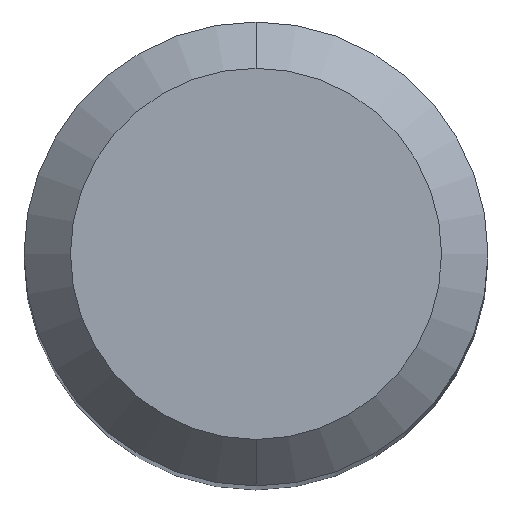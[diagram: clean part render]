
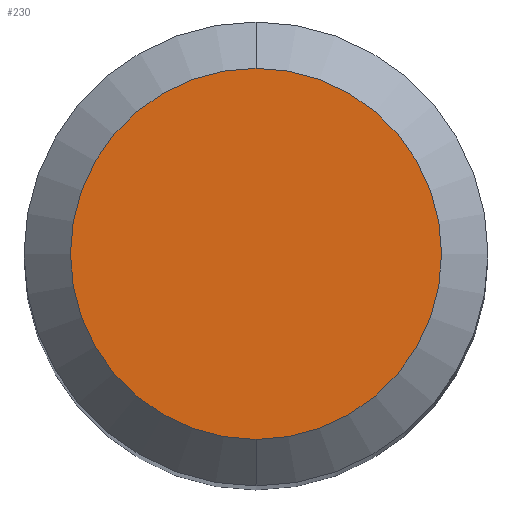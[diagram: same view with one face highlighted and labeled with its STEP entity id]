
A CAD part, top view. The second image highlights one B-rep face of the part: STEP entity #230.
In plain terms, the highlighted planar face has unit normal (0, 0, 1).
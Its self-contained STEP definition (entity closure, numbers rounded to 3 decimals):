
#48 = FACE_OUTER_BOUND ( 'NONE', #240, .T. ) ;
#85 = DIRECTION ( 'NONE',  ( 0., 1., 0. ) ) ;
#97 = AXIS2_PLACEMENT_3D ( 'NONE', #540, #268, #539 ) ;
#122 = EDGE_CURVE ( 'NONE', #335, #338, #166, .T. ) ;
#166 = CIRCLE ( 'NONE', #449, 3.2 ) ;
#180 = ORIENTED_EDGE ( 'NONE', *, *, #122, .F. ) ;
#195 = PLANE ( 'NONE',  #97 ) ;
#196 = DIRECTION ( 'NONE',  ( 0., 0., -1. ) ) ;
#230 = ADVANCED_FACE ( 'NONE', ( #48 ), #195, .T. ) ;
#240 = EDGE_LOOP ( 'NONE', ( #333, #180 ) ) ;
#268 = DIRECTION ( 'NONE',  ( 0., 0., 1. ) ) ;
#304 = AXIS2_PLACEMENT_3D ( 'NONE', #575, #196, #85 ) ;
#333 = ORIENTED_EDGE ( 'NONE', *, *, #534, .F. ) ;
#335 = VERTEX_POINT ( 'NONE', #515 ) ;
#338 = VERTEX_POINT ( 'NONE', #407 ) ;
#347 = DIRECTION ( 'NONE',  ( 0., 1., 0. ) ) ;
#407 = CARTESIAN_POINT ( 'NONE',  ( 0., 3.2, 64. ) ) ;
#411 = CIRCLE ( 'NONE', #304, 3.2 ) ;
#449 = AXIS2_PLACEMENT_3D ( 'NONE', #559, #522, #347 ) ;
#515 = CARTESIAN_POINT ( 'NONE',  ( 0., -3.2, 64. ) ) ;
#522 = DIRECTION ( 'NONE',  ( 0., 0., -1. ) ) ;
#534 = EDGE_CURVE ( 'NONE', #338, #335, #411, .T. ) ;
#539 = DIRECTION ( 'NONE',  ( 0., -1., 0. ) ) ;
#540 = CARTESIAN_POINT ( 'NONE',  ( 0., 0., 64. ) ) ;
#559 = CARTESIAN_POINT ( 'NONE',  ( 0., 0., 64. ) ) ;
#575 = CARTESIAN_POINT ( 'NONE',  ( 0., 0., 64. ) ) ;
